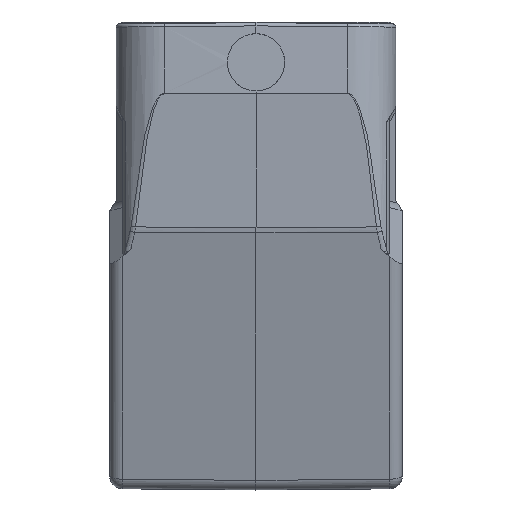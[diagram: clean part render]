
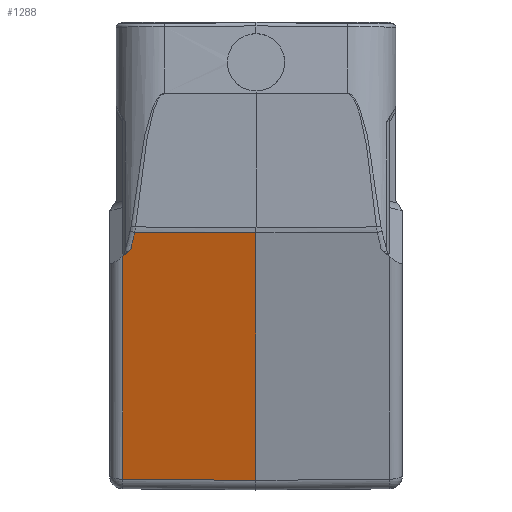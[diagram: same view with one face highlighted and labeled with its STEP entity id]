
A CAD part, left-side view. The second image highlights one B-rep face of the part: STEP entity #1288.
In plain terms, the highlighted planar face has unit normal (-0.966, 0.009, -0.259).
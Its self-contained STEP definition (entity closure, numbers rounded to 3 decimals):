
#819=FACE_OUTER_BOUND('',#2229,.T.);
#1288=ADVANCED_FACE('',(#819),#1546,.T.);
#1546=PLANE('',#8927);
#2229=EDGE_LOOP('',(#4625,#4626,#4627,#4628,#4629,#4630));
#2492=CIRCLE('',#8926,46.258);
#4625=ORIENTED_EDGE('',*,*,#6494,.F.);
#4626=ORIENTED_EDGE('',*,*,#6490,.T.);
#4627=ORIENTED_EDGE('',*,*,#6681,.F.);
#4628=ORIENTED_EDGE('',*,*,#6682,.F.);
#4629=ORIENTED_EDGE('',*,*,#6683,.T.);
#4630=ORIENTED_EDGE('',*,*,#6684,.F.);
#5432=VERTEX_POINT('',#14487);
#5435=VERTEX_POINT('',#14495);
#5437=VERTEX_POINT('',#14502);
#5548=VERTEX_POINT('',#15037);
#5552=VERTEX_POINT('',#15093);
#5553=VERTEX_POINT('',#15095);
#6490=EDGE_CURVE('',#5435,#5432,#7328,.T.);
#6494=EDGE_CURVE('',#5435,#5437,#7331,.T.);
#6681=EDGE_CURVE('',#5548,#5432,#7429,.T.);
#6682=EDGE_CURVE('',#5552,#5548,#7430,.T.);
#6683=EDGE_CURVE('',#5552,#5553,#7431,.T.);
#6684=EDGE_CURVE('',#5437,#5553,#2492,.T.);
#7328=LINE('',#14494,#8040);
#7331=LINE('',#14501,#8043);
#7429=LINE('',#15090,#8141);
#7430=LINE('',#15092,#8142);
#7431=LINE('',#15094,#8143);
#8040=VECTOR('',#10777,1.);
#8043=VECTOR('',#10784,1.);
#8141=VECTOR('',#11146,1.);
#8142=VECTOR('',#11149,1.);
#8143=VECTOR('',#11150,1.);
#8926=AXIS2_PLACEMENT_3D('',#15096,#11151,#11152);
#8927=AXIS2_PLACEMENT_3D('',#15097,#11153,#11154);
#10777=DIRECTION('',(0.259,0.,-0.966));
#10784=DIRECTION('',(-0.173,-0.765,0.62));
#11146=DIRECTION('',(0.007,1.,0.009));
#11149=DIRECTION('',(0.259,0.,-0.966));
#11150=DIRECTION('',(0.009,1.,0.002));
#11151=DIRECTION('',(0.966,-0.009,0.259));
#11152=DIRECTION('',(0.259,0.,-0.966));
#11153=DIRECTION('',(-0.966,0.009,-0.259));
#11154=DIRECTION('',(-0.259,0.,0.966));
#14487=CARTESIAN_POINT('',(-24.205,20.517,-70.339));
#14494=CARTESIAN_POINT('',(-29.275,20.517,-51.417));
#14495=CARTESIAN_POINT('',(-33.383,20.517,-36.083));
#14501=CARTESIAN_POINT('',(-33.259,21.065,-36.527));
#14502=CARTESIAN_POINT('',(-33.666,19.266,-35.069));
#15037=CARTESIAN_POINT('',(-24.342,0.01,-70.518));
#15090=CARTESIAN_POINT('',(-24.272,10.39,-70.427));
#15092=CARTESIAN_POINT('',(-23.945,0.01,-72.));
#15093=CARTESIAN_POINT('',(-34.549,0.007,-32.423));
#15094=CARTESIAN_POINT('',(-34.461,10.273,-32.407));
#15095=CARTESIAN_POINT('',(-34.389,18.655,-32.394));
#15096=CARTESIAN_POINT('',(-31.836,-26.193,-43.435));
#15097=CARTESIAN_POINT('',(-29.361,10.259,-51.44));
